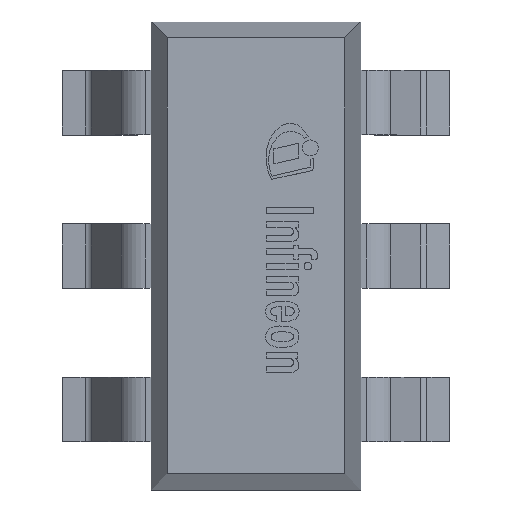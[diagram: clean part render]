
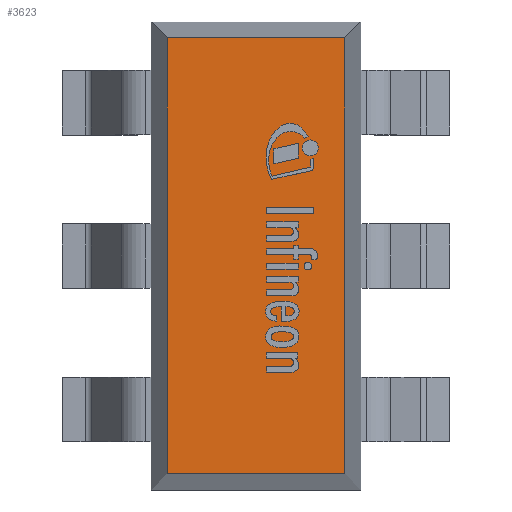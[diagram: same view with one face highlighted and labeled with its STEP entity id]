
A CAD part, top view. The second image highlights one B-rep face of the part: STEP entity #3623.
In plain terms, the highlighted planar face has unit normal (0, 0, 1).
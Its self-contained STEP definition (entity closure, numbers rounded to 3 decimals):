
#251=PLANE('',#3845);
#439=FACE_OUTER_BOUND('',#657,.T.);
#657=EDGE_LOOP('',(#3039,#3040,#3041,#3042));
#981=LINE('',#5935,#1399);
#985=LINE('',#5943,#1403);
#988=LINE('',#5949,#1406);
#991=LINE('',#5954,#1409);
#1399=VECTOR('',#4441,1.);
#1403=VECTOR('',#4447,1.);
#1406=VECTOR('',#4452,1.);
#1409=VECTOR('',#4457,1.);
#1803=VERTEX_POINT('',#5933);
#1804=VERTEX_POINT('',#5934);
#1807=VERTEX_POINT('',#5942);
#1809=VERTEX_POINT('',#5948);
#2235=EDGE_CURVE('',#1803,#1804,#981,.T.);
#2239=EDGE_CURVE('',#1804,#1807,#985,.T.);
#2242=EDGE_CURVE('',#1807,#1809,#988,.T.);
#2245=EDGE_CURVE('',#1809,#1803,#991,.T.);
#3039=ORIENTED_EDGE('',*,*,#2235,.F.);
#3040=ORIENTED_EDGE('',*,*,#2245,.F.);
#3041=ORIENTED_EDGE('',*,*,#2242,.F.);
#3042=ORIENTED_EDGE('',*,*,#2239,.F.);
#3623=ADVANCED_FACE('',(#439),#251,.T.);
#3845=AXIS2_PLACEMENT_3D('',#5956,#4459,#4460);
#4441=DIRECTION('',(-1.,0.,0.));
#4447=DIRECTION('',(0.,1.,0.));
#4452=DIRECTION('',(1.,0.,0.));
#4457=DIRECTION('',(0.,-1.,0.));
#4459=DIRECTION('center_axis',(0.,0.,1.));
#4460=DIRECTION('ref_axis',(0.,-1.,0.));
#5933=CARTESIAN_POINT('',(0.551,-1.351,1.1));
#5934=CARTESIAN_POINT('',(-0.551,-1.351,1.1));
#5935=CARTESIAN_POINT('',(-0.65,-1.351,1.1));
#5942=CARTESIAN_POINT('',(-0.551,1.351,1.1));
#5943=CARTESIAN_POINT('',(-0.551,1.45,1.1));
#5948=CARTESIAN_POINT('',(0.551,1.351,1.1));
#5949=CARTESIAN_POINT('',(0.65,1.351,1.1));
#5954=CARTESIAN_POINT('',(0.551,-1.45,1.1));
#5956=CARTESIAN_POINT('Origin',(0.,0.,
1.1));
